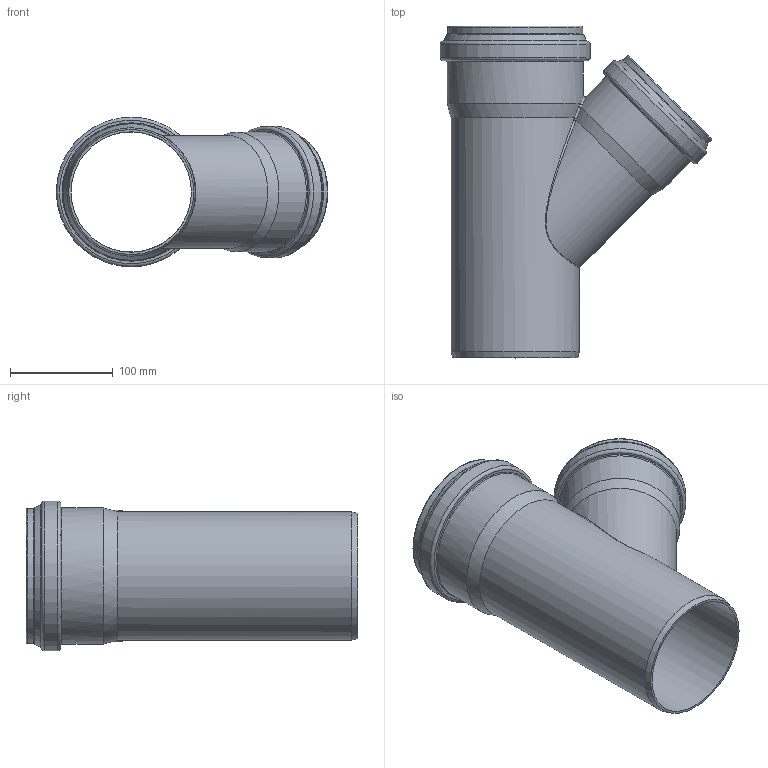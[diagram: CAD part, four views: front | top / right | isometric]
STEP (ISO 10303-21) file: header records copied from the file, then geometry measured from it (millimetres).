
FILE_DESCRIPTION(/* description */ (''),/* implementation_level */ '2;1');
FILE_NAME(/* name */ '772340 KG2000EA Abzweig DN_OD 125_110_45°.stp',/* time_stamp */ '2017-05-24T08:05:51+02:00',/* author */ ('user1'),/* organization */ (''),/* preprocessor_version */ 'ST-DEVELOPER v16.1',/* originating_system */ 'Autodesk Inventor 2016',/* authorisation */ '');
FILE_SCHEMA (('AUTOMOTIVE_DESIGN { 1 0 10303 214 3 1 1 }'));
Length unit declared in the file: millimetre
Products named in the file (1): 772340 KG2000EA Abzweig DN_OD 125_110_45°
Bounding box: 264.14 x 323 x 145.8 mm (x, y, z)
Volume: 595457.7 mm3; surface area: 341532.5 mm2
Topology: 1 solids, 1 shells, 78 faces, 173 edges, 102 vertices
Faces by surface type: torus 28, cylinder 18, cone 15, plane 9, bspline 8
Full cylindrical faces by diameter (mm): 110.5 x1, 110.74 x1, 110.9 x2, 116.1 x1, 116.7 x1, 117.2 x1, 123 x1, 125 x1, 125.5 x2, 128.2 x1, 131.5 x1, 132.7 x1, 139.8 x1, 145.8 x1
Entity records: 2673 total; most frequent: CARTESIAN_POINT 1250, DIRECTION 280, ORIENTED_EDGE 218, EDGE_LOOP 144, AXIS2_PLACEMENT_3D 140, EDGE_CURVE 109, VERTEX_POINT 95, FACE_OUTER_BOUND 78
